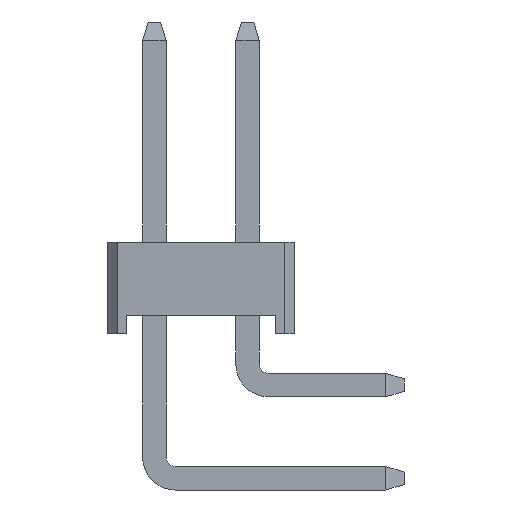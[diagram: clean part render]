
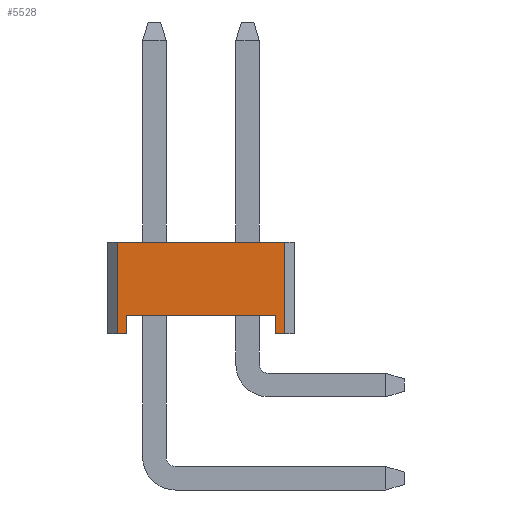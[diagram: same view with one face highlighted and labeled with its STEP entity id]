
A CAD part, left-side view. The second image highlights one B-rep face of the part: STEP entity #5528.
In plain terms, the highlighted planar face has unit normal (-1, 0, 0).
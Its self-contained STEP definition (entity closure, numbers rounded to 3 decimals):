
#27 = LINE ( 'NONE', #2517, #4586 ) ;
#54 = CARTESIAN_POINT ( 'NONE',  ( -1.27, 4.826, 0. ) ) ;
#89 = CARTESIAN_POINT ( 'NONE',  ( -1.27, 0.254, 0. ) ) ;
#103 = VECTOR ( 'NONE', #5788, 1000. ) ;
#138 = CARTESIAN_POINT ( 'NONE',  ( -1.27, 0., 0.5 ) ) ;
#224 = ORIENTED_EDGE ( 'NONE', *, *, #2708, .T. ) ;
#243 = EDGE_CURVE ( 'NONE', #1960, #1589, #27, .T. ) ;
#665 = ORIENTED_EDGE ( 'NONE', *, *, #3583, .F. ) ;
#741 = CARTESIAN_POINT ( 'NONE',  ( -1.27, 0., 0. ) ) ;
#800 = PLANE ( 'NONE',  #2872 ) ;
#849 = LINE ( 'NONE', #4329, #2361 ) ;
#915 = ORIENTED_EDGE ( 'NONE', *, *, #4281, .F. ) ;
#1197 = DIRECTION ( 'NONE',  ( 0., 0., -1. ) ) ;
#1198 = CARTESIAN_POINT ( 'NONE',  ( -1.27, 4.58, 0.5 ) ) ;
#1281 = VERTEX_POINT ( 'NONE', #6311 ) ;
#1283 = FACE_OUTER_BOUND ( 'NONE', #3531, .T. ) ;
#1294 = EDGE_CURVE ( 'NONE', #5128, #1281, #2436, .T. ) ;
#1458 = CARTESIAN_POINT ( 'NONE',  ( -1.27, 0.254, 0. ) ) ;
#1589 = VERTEX_POINT ( 'NONE', #1198 ) ;
#1766 = LINE ( 'NONE', #5229, #3615 ) ;
#1799 = LINE ( 'NONE', #54, #4784 ) ;
#1843 = CARTESIAN_POINT ( 'NONE',  ( -1.27, 4.58, 0. ) ) ;
#1955 = VECTOR ( 'NONE', #2635, 1000. ) ;
#1960 = VERTEX_POINT ( 'NONE', #1843 ) ;
#2017 = ORIENTED_EDGE ( 'NONE', *, *, #3252, .F. ) ;
#2117 = CARTESIAN_POINT ( 'NONE',  ( -1.27, 0.254, 2.5 ) ) ;
#2143 = LINE ( 'NONE', #138, #1955 ) ;
#2190 = VECTOR ( 'NONE', #1197, 1000. ) ;
#2228 = DIRECTION ( 'NONE',  ( 0., -1., 0. ) ) ;
#2361 = VECTOR ( 'NONE', #3318, 1000. ) ;
#2436 = LINE ( 'NONE', #5407, #103 ) ;
#2517 = CARTESIAN_POINT ( 'NONE',  ( -1.27, 4.58, 0. ) ) ;
#2563 = VECTOR ( 'NONE', #6048, 1000. ) ;
#2635 = DIRECTION ( 'NONE',  ( 0., 1., 0. ) ) ;
#2659 = LINE ( 'NONE', #5146, #2190 ) ;
#2708 = EDGE_CURVE ( 'NONE', #5481, #1281, #2659, .T. ) ;
#2775 = EDGE_CURVE ( 'NONE', #5934, #2930, #1799, .T. ) ;
#2866 = DIRECTION ( 'NONE',  ( 0., 0., 1. ) ) ;
#2872 = AXIS2_PLACEMENT_3D ( 'NONE', #741, #4626, #6117 ) ;
#2930 = VERTEX_POINT ( 'NONE', #3319 ) ;
#3011 = DIRECTION ( 'NONE',  ( 0., 0., 1. ) ) ;
#3161 = VERTEX_POINT ( 'NONE', #2117 ) ;
#3252 = EDGE_CURVE ( 'NONE', #3161, #5128, #4548, .T. ) ;
#3318 = DIRECTION ( 'NONE',  ( 0., 1., 0. ) ) ;
#3319 = CARTESIAN_POINT ( 'NONE',  ( -1.27, 4.826, 2.5 ) ) ;
#3531 = EDGE_LOOP ( 'NONE', ( #224, #6069, #2017, #665, #4318, #6042, #3699, #915 ) ) ;
#3583 = EDGE_CURVE ( 'NONE', #2930, #3161, #1766, .T. ) ;
#3615 = VECTOR ( 'NONE', #2228, 1000. ) ;
#3699 = ORIENTED_EDGE ( 'NONE', *, *, #243, .T. ) ;
#4281 = EDGE_CURVE ( 'NONE', #5481, #1589, #2143, .T. ) ;
#4318 = ORIENTED_EDGE ( 'NONE', *, *, #2775, .F. ) ;
#4329 = CARTESIAN_POINT ( 'NONE',  ( -1.27, 0., 0. ) ) ;
#4510 = CARTESIAN_POINT ( 'NONE',  ( -1.27, 4.826, 0. ) ) ;
#4548 = LINE ( 'NONE', #89, #2563 ) ;
#4586 = VECTOR ( 'NONE', #2866, 1000. ) ;
#4626 = DIRECTION ( 'NONE',  ( 1., 0., 0. ) ) ;
#4656 = CARTESIAN_POINT ( 'NONE',  ( -1.27, 0.5, 0.5 ) ) ;
#4784 = VECTOR ( 'NONE', #3011, 1000. ) ;
#5128 = VERTEX_POINT ( 'NONE', #1458 ) ;
#5146 = CARTESIAN_POINT ( 'NONE',  ( -1.27, 0.5, 0.5 ) ) ;
#5229 = CARTESIAN_POINT ( 'NONE',  ( -1.27, 5.08, 2.5 ) ) ;
#5407 = CARTESIAN_POINT ( 'NONE',  ( -1.27, 0., 0. ) ) ;
#5481 = VERTEX_POINT ( 'NONE', #4656 ) ;
#5528 = ADVANCED_FACE ( 'NONE', ( #1283 ), #800, .F. ) ;
#5788 = DIRECTION ( 'NONE',  ( 0., 1., 0. ) ) ;
#5934 = VERTEX_POINT ( 'NONE', #4510 ) ;
#6042 = ORIENTED_EDGE ( 'NONE', *, *, #6272, .F. ) ;
#6048 = DIRECTION ( 'NONE',  ( 0., 0., -1. ) ) ;
#6069 = ORIENTED_EDGE ( 'NONE', *, *, #1294, .F. ) ;
#6117 = DIRECTION ( 'NONE',  ( 0., 0., -1. ) ) ;
#6272 = EDGE_CURVE ( 'NONE', #1960, #5934, #849, .T. ) ;
#6311 = CARTESIAN_POINT ( 'NONE',  ( -1.27, 0.5, 0. ) ) ;
